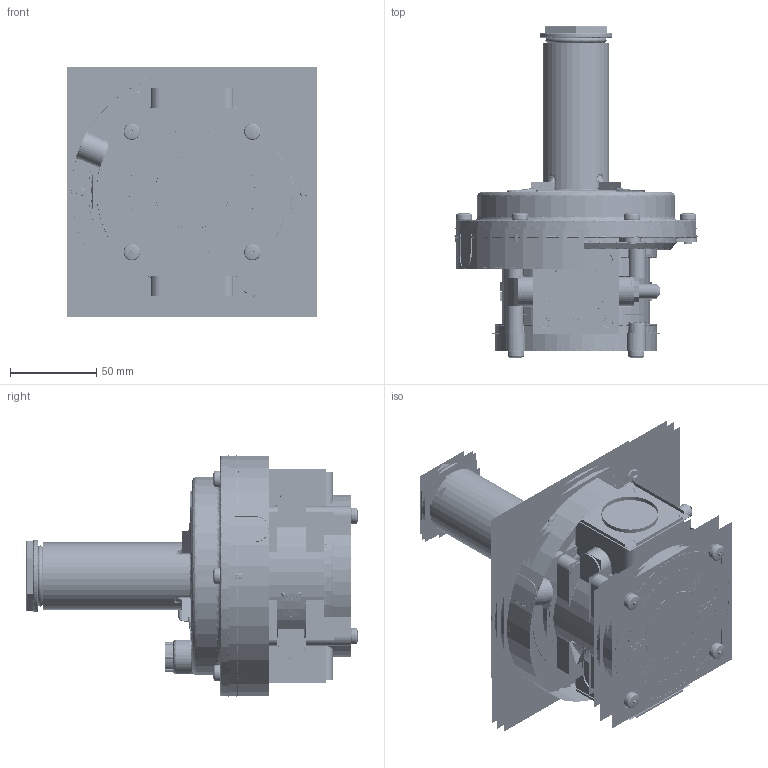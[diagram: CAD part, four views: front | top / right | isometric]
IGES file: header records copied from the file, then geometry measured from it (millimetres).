
Start section:  PTC IGES file: fc02.igs
Global section: file name: fc02.igs; native system: Creo Parametric by Parametric Technology Corporation; preprocessor: 2012130; author: Utente; organization: Unknown; date: 20150318.154944; units: millimetre
Bounding box: 145.62 x 192.68 x 145.6 mm (x, y, z)
Surface area: 1452495.7 mm2 (no closed solid volume)
Topology: 0 solids, 0 shells, 5494 faces, 70638 edges, 92889 vertices
Faces by surface type: revolution 3840, bspline 1654
